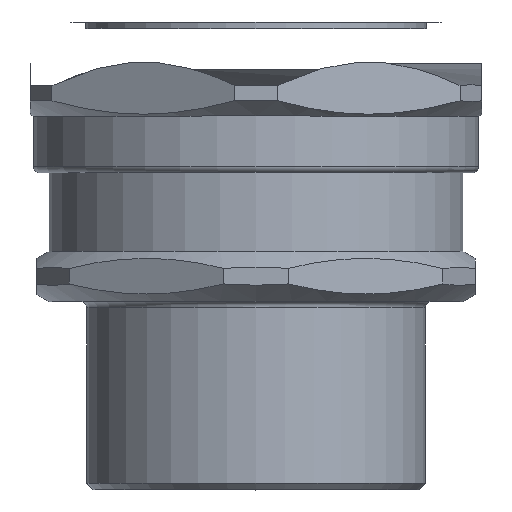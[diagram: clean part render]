
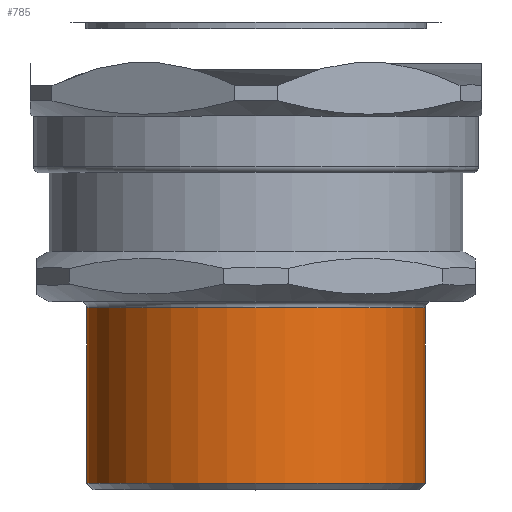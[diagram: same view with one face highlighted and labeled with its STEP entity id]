
A CAD part, top view. The second image highlights one B-rep face of the part: STEP entity #785.
In plain terms, the highlighted cylindrical face has radius 13.5 mm (diameter 27 mm), a full revolution.
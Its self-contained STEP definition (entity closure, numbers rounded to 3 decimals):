
#117=LINE('',#1146,#152);
#152=VECTOR('',#955,13.5);
#187=CYLINDRICAL_SURFACE('',#858,13.5);
#240=FACE_OUTER_BOUND('',#285,.T.);
#285=EDGE_LOOP('',(#544,#545,#546,#547,#548));
#334=CIRCLE('',#854,13.5);
#335=CIRCLE('',#855,13.5);
#338=CIRCLE('',#859,13.5);
#356=VERTEX_POINT('',#1137);
#357=VERTEX_POINT('',#1138);
#359=VERTEX_POINT('',#1145);
#429=EDGE_CURVE('',#356,#357,#334,.T.);
#430=EDGE_CURVE('',#357,#356,#335,.T.);
#433=EDGE_CURVE('',#357,#359,#117,.T.);
#434=EDGE_CURVE('',#359,#359,#338,.T.);
#544=ORIENTED_EDGE('',*,*,#429,.F.);
#545=ORIENTED_EDGE('',*,*,#430,.F.);
#546=ORIENTED_EDGE('',*,*,#433,.T.);
#547=ORIENTED_EDGE('',*,*,#434,.T.);
#548=ORIENTED_EDGE('',*,*,#433,.F.);
#785=ADVANCED_FACE('',(#240),#187,.T.);
#854=AXIS2_PLACEMENT_3D('',#1139,#945,#946);
#855=AXIS2_PLACEMENT_3D('',#1140,#947,#948);
#858=AXIS2_PLACEMENT_3D('',#1144,#953,#954);
#859=AXIS2_PLACEMENT_3D('',#1147,#956,#957);
#945=DIRECTION('center_axis',(0.,1.,0.));
#946=DIRECTION('ref_axis',(1.,0.,0.));
#947=DIRECTION('center_axis',(0.,1.,0.));
#948=DIRECTION('ref_axis',(1.,0.,0.));
#953=DIRECTION('center_axis',(0.,1.,0.));
#954=DIRECTION('ref_axis',(-1.,0.,0.));
#955=DIRECTION('',(0.,-1.,0.));
#956=DIRECTION('center_axis',(0.,1.,0.));
#957=DIRECTION('ref_axis',(-1.,0.,0.));
#1137=CARTESIAN_POINT('',(132.669,76.15,132.49));
#1138=CARTESIAN_POINT('',(146.169,76.15,145.99));
#1139=CARTESIAN_POINT('Origin',(132.669,76.15,145.99));
#1140=CARTESIAN_POINT('Origin',(132.669,76.15,145.99));
#1144=CARTESIAN_POINT('Origin',(132.669,69.4,145.99));
#1145=CARTESIAN_POINT('',(146.169,62.15,145.99));
#1146=CARTESIAN_POINT('',(146.169,69.4,145.99));
#1147=CARTESIAN_POINT('Origin',(132.669,62.15,145.99));
